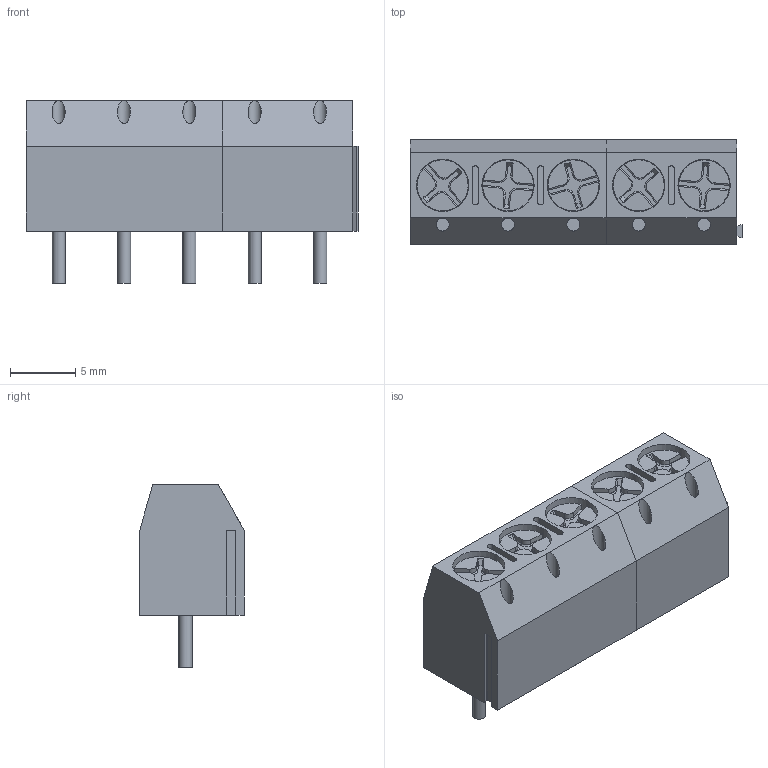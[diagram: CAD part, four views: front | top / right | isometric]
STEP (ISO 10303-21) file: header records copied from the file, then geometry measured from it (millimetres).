
FILE_DESCRIPTION(('FreeCAD Model'),'2;1');
FILE_NAME( 'Fusion008.step', '2017-05-05T11:44:28',('kicad StepUp'),('ksu MCAD'), 'Open CASCADE STEP processor 6.8','FreeCAD','Unknown');
FILE_SCHEMA(('AUTOMOTIVE_DESIGN_CC2 { 1 2 10303 214 -1 1 5 4 }'));
Length unit declared in the file: millimetre
Products named in the file (1): Fusion008
Bounding box: 25.4 x 8 x 14 mm (x, y, z)
Volume: 1378.5 mm3; surface area: 2366.6 mm2
Topology: 1 solids, 1 shells, 508 faces, 1339 edges, 851 vertices
Faces by surface type: plane 283, cylinder 195, torus 20, sphere 10
Full cylindrical faces by diameter (mm): 1 x10, 2.4 x10, 3 x5, 3.9 x5, 4 x5
Entity records: 20515 total; most frequent: CARTESIAN_POINT 4157, DIRECTION 2729, ORIENTED_EDGE 2638, EDGE_CURVE 1319, AXIS2_PLACEMENT_3D 945, VERTEX_POINT 851, LINE 839, VECTOR 839
